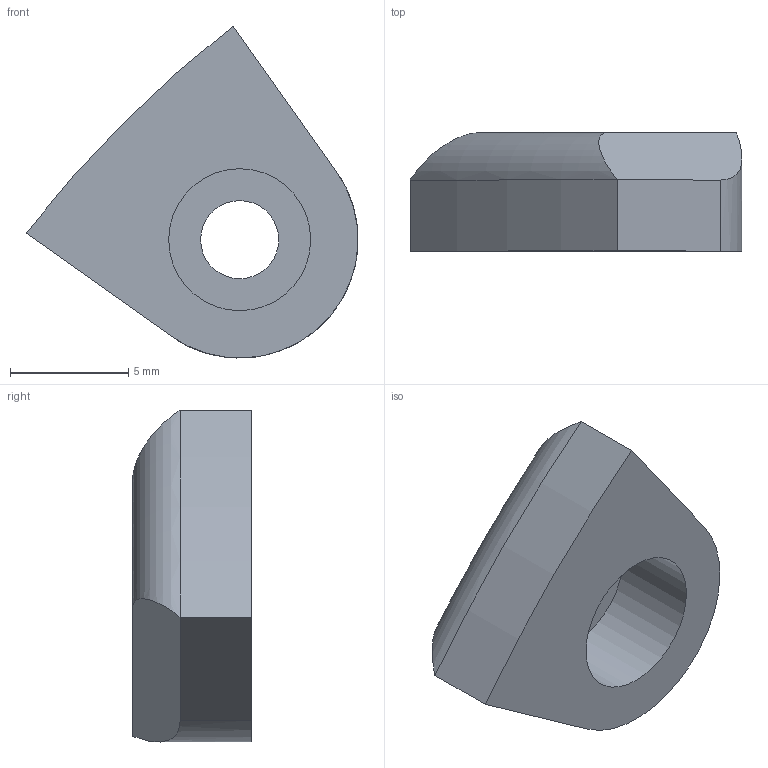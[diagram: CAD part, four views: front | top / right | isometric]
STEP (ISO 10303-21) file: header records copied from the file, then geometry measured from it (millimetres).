
FILE_DESCRIPTION(/* description */ (''),/* implementation_level */ '2;1');
FILE_NAME(/* name */ 'NS12.step',/* time_stamp */ '2026-01-31T19:15:15+01:00',/* author */ (''),/* organization */ (''),/* preprocessor_version */ 'ST-DEVELOPER v20.1',/* originating_system */ 'Autodesk Translation Framework v14.21.0.0',/* authorisation */ '');
FILE_SCHEMA (('AUTOMOTIVE_DESIGN { 1 0 10303 214 3 1 1 }'));
Length unit declared in the file: millimetre
Products named in the file (1): NS12
Bounding box: 14.02 x 5 x 14.02 mm (x, y, z)
Volume: 419.1 mm3; surface area: 468.6 mm2
Topology: 1 solids, 1 shells, 12 faces, 25 edges, 16 vertices
Faces by surface type: plane 7, cylinder 4, torus 1
Full cylindrical faces by diameter (mm): 3.3 x1, 6 x1
Entity records: 375 total; most frequent: CARTESIAN_POINT 72, DIRECTION 60, ORIENTED_EDGE 50, EDGE_CURVE 25, AXIS2_PLACEMENT_3D 24, VERTEX_POINT 16, EDGE_LOOP 15, FACE_OUTER_BOUND 12
